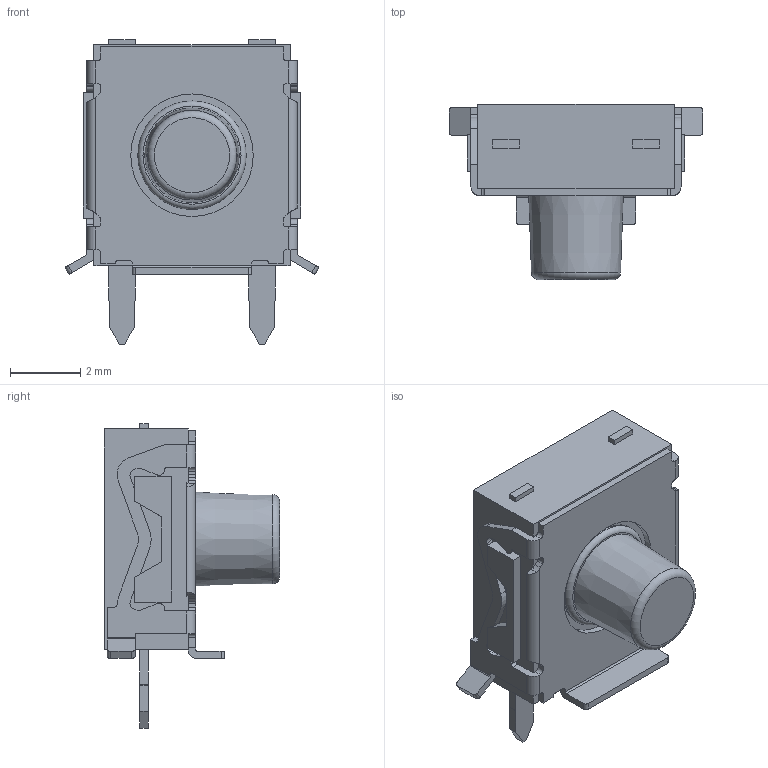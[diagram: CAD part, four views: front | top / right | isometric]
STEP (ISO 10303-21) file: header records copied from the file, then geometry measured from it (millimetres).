
FILE_DESCRIPTION(/* description */ ('Unknown'),/* implementation_level */ '2;1');
FILE_NAME(/* name */ 'KSC441 V2 70SH SP DELTA LFS',/* time_stamp */ '2025-08-13T10:42:30+02:00',/* author */ ('Unknown'),/* organization */ ('Unknown'),/* preprocessor_version */ 'ST-DEVELOPER v19.4',/* originating_system */ 'Solid Edge',/* authorisation */ 'Unknown');
FILE_SCHEMA (('AUTOMOTIVE_DESIGN {1 0 10303 214 3 1 1}'));
Length unit declared in the file: millimetre
Products named in the file (1): KSC441 V2 70SH SP DELTA LFS
Bounding box: 7.25 x 5 x 8.7 mm (x, y, z)
Volume: 109.2 mm3; surface area: 188.6 mm2
Topology: 1 solids, 1 shells, 218 faces, 625 edges, 416 vertices
Faces by surface type: plane 149, cylinder 66, torus 2, cone 1
Full cylindrical faces by diameter (mm): 3.1 x1, 3.5 x1
Entity records: 8625 total; most frequent: CARTESIAN_POINT 1263, ORIENTED_EDGE 1236, DIRECTION 1192, EDGE_CURVE 618, LINE 474, VECTOR 474, VERTEX_POINT 414, AXIS2_PLACEMENT_3D 359
